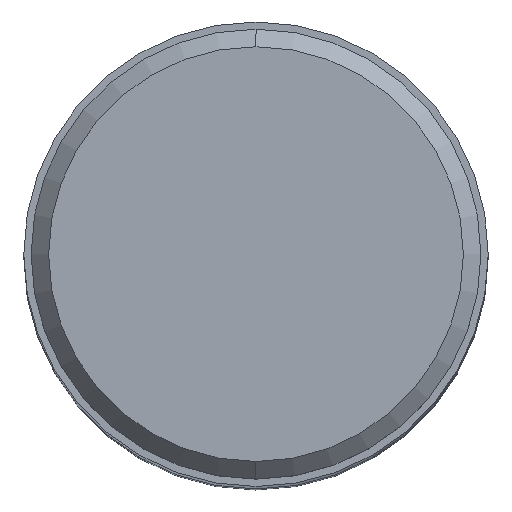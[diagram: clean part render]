
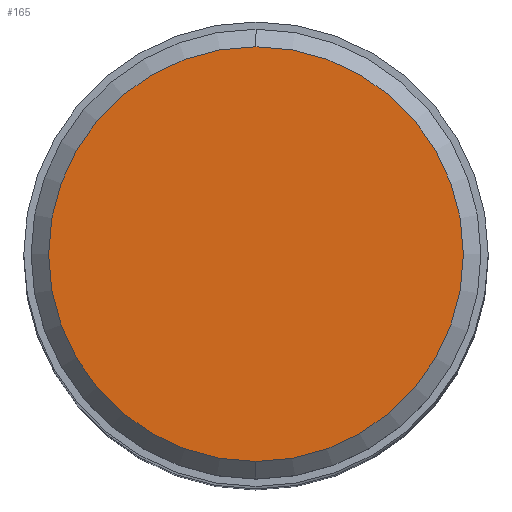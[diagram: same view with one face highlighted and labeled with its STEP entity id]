
A CAD part, top view. The second image highlights one B-rep face of the part: STEP entity #165.
In plain terms, the highlighted planar face has unit normal (0, 0, 1).
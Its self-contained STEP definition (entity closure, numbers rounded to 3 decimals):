
#46=PLANE('',#1508);
#165=ADVANCED_FACE('',(#268),#46,.T.);
#268=FACE_OUTER_BOUND('',#346,.T.);
#346=EDGE_LOOP('',(#612,#613));
#612=ORIENTED_EDGE('',*,*,#887,.T.);
#613=ORIENTED_EDGE('',*,*,#889,.T.);
#744=VERTEX_POINT('',#2572);
#745=VERTEX_POINT('',#2574);
#887=EDGE_CURVE('',#745,#744,#1060,.T.);
#889=EDGE_CURVE('',#744,#745,#1061,.T.);
#1060=CIRCLE('',#1504,14.175);
#1061=CIRCLE('',#1506,14.175);
#1504=AXIS2_PLACEMENT_3D('',#2573,#1919,#1920);
#1506=AXIS2_PLACEMENT_3D('',#2577,#1924,#1925);
#1508=AXIS2_PLACEMENT_3D('',#2579,#1928,#1929);
#1919=DIRECTION('',(0.,0.,1.));
#1920=DIRECTION('',(0.,1.,0.));
#1924=DIRECTION('',(0.,0.,1.));
#1925=DIRECTION('',(0.,-1.,0.));
#1928=DIRECTION('',(0.,0.,1.));
#1929=DIRECTION('',(-1.,0.,0.));
#2572=CARTESIAN_POINT('',(0.,-14.175,0.));
#2573=CARTESIAN_POINT('',(0.,0.,0.));
#2574=CARTESIAN_POINT('',(0.,14.175,0.));
#2577=CARTESIAN_POINT('',(0.,0.,0.));
#2579=CARTESIAN_POINT('',(0.,0.,0.));
